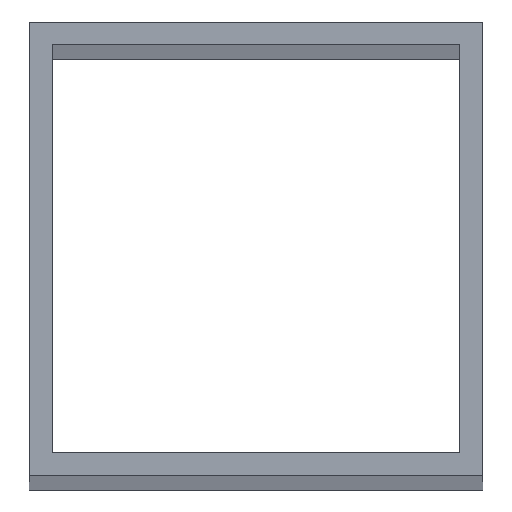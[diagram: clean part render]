
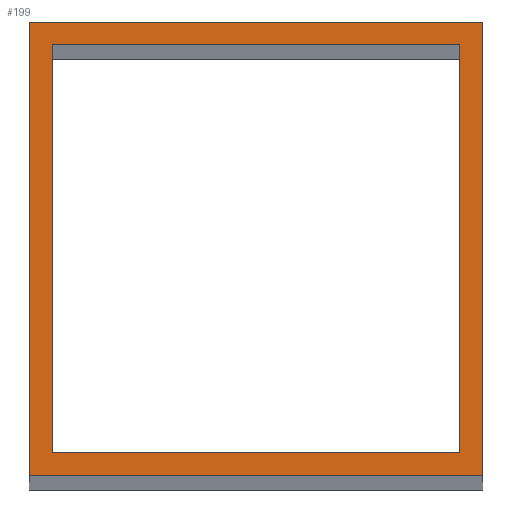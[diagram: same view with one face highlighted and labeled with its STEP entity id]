
A CAD part, top view. The second image highlights one B-rep face of the part: STEP entity #199.
In plain terms, the highlighted planar face has unit normal (0, 0, 1).
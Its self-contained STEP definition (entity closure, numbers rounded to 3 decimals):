
#15 = VERTEX_POINT ( 'NONE', #162 ) ;
#29 = EDGE_LOOP ( 'NONE', ( #109, #218, #364, #330 ) ) ;
#30 = VERTEX_POINT ( 'NONE', #100 ) ;
#35 = CARTESIAN_POINT ( 'NONE',  ( -45., 45., 940. ) ) ;
#46 = VERTEX_POINT ( 'NONE', #76 ) ;
#48 = DIRECTION ( 'NONE',  ( 1., 0., 0. ) ) ;
#51 = LINE ( 'NONE', #255, #350 ) ;
#61 = EDGE_CURVE ( 'NONE', #175, #30, #281, .T. ) ;
#65 = DIRECTION ( 'NONE',  ( -1., 0., 0. ) ) ;
#76 = CARTESIAN_POINT ( 'NONE',  ( 50., -50., 940. ) ) ;
#79 = LINE ( 'NONE', #220, #353 ) ;
#80 = PLANE ( 'NONE',  #221 ) ;
#93 = LINE ( 'NONE', #121, #372 ) ;
#100 = CARTESIAN_POINT ( 'NONE',  ( -50., -50., 940. ) ) ;
#101 = FACE_BOUND ( 'NONE', #29, .T. ) ;
#109 = ORIENTED_EDGE ( 'NONE', *, *, #161, .F. ) ;
#112 = VECTOR ( 'NONE', #328, 1000. ) ;
#121 = CARTESIAN_POINT ( 'NONE',  ( -45., -45., 940. ) ) ;
#123 = DIRECTION ( 'NONE',  ( 1., 0., 0. ) ) ;
#124 = EDGE_CURVE ( 'NONE', #30, #46, #79, .T. ) ;
#133 = EDGE_CURVE ( 'NONE', #15, #347, #358, .T. ) ;
#140 = CARTESIAN_POINT ( 'NONE',  ( -50., 50., 940. ) ) ;
#142 = CARTESIAN_POINT ( 'NONE',  ( 50., -50., 940. ) ) ;
#147 = ORIENTED_EDGE ( 'NONE', *, *, #149, .T. ) ;
#149 = EDGE_CURVE ( 'NONE', #46, #245, #300, .T. ) ;
#161 = EDGE_CURVE ( 'NONE', #301, #177, #51, .T. ) ;
#162 = CARTESIAN_POINT ( 'NONE',  ( 45., -45., 940. ) ) ;
#164 = CARTESIAN_POINT ( 'NONE',  ( 0., 0., 940. ) ) ;
#165 = CARTESIAN_POINT ( 'NONE',  ( 45., -45., 940. ) ) ;
#175 = VERTEX_POINT ( 'NONE', #140 ) ;
#176 = VECTOR ( 'NONE', #65, 1000. ) ;
#177 = VERTEX_POINT ( 'NONE', #340 ) ;
#186 = DIRECTION ( 'NONE',  ( 0., -1., 0. ) ) ;
#188 = VECTOR ( 'NONE', #195, 1000. ) ;
#193 = ORIENTED_EDGE ( 'NONE', *, *, #319, .T. ) ;
#195 = DIRECTION ( 'NONE',  ( 0., 1., 0. ) ) ;
#199 = ADVANCED_FACE ( 'NONE', ( #283, #101 ), #80, .F. ) ;
#211 = CARTESIAN_POINT ( 'NONE',  ( 45., 45., 940. ) ) ;
#215 = VECTOR ( 'NONE', #303, 1000. ) ;
#218 = ORIENTED_EDGE ( 'NONE', *, *, #313, .F. ) ;
#220 = CARTESIAN_POINT ( 'NONE',  ( -50., -50., 940. ) ) ;
#221 = AXIS2_PLACEMENT_3D ( 'NONE', #164, #367, #307 ) ;
#225 = ORIENTED_EDGE ( 'NONE', *, *, #124, .T. ) ;
#242 = CARTESIAN_POINT ( 'NONE',  ( -50., 50., 940. ) ) ;
#245 = VERTEX_POINT ( 'NONE', #308 ) ;
#255 = CARTESIAN_POINT ( 'NONE',  ( -45., -45., 940. ) ) ;
#257 = LINE ( 'NONE', #242, #176 ) ;
#261 = CARTESIAN_POINT ( 'NONE',  ( -45., 45., 940. ) ) ;
#262 = LINE ( 'NONE', #35, #112 ) ;
#272 = VECTOR ( 'NONE', #186, 1000. ) ;
#281 = LINE ( 'NONE', #329, #272 ) ;
#283 = FACE_OUTER_BOUND ( 'NONE', #373, .T. ) ;
#294 = EDGE_CURVE ( 'NONE', #177, #15, #93, .T. ) ;
#300 = LINE ( 'NONE', #142, #215 ) ;
#301 = VERTEX_POINT ( 'NONE', #261 ) ;
#303 = DIRECTION ( 'NONE',  ( 0., 1., 0. ) ) ;
#307 = DIRECTION ( 'NONE',  ( -1., 0., 0. ) ) ;
#308 = CARTESIAN_POINT ( 'NONE',  ( 50., 50., 940. ) ) ;
#313 = EDGE_CURVE ( 'NONE', #347, #301, #262, .T. ) ;
#319 = EDGE_CURVE ( 'NONE', #245, #175, #257, .T. ) ;
#328 = DIRECTION ( 'NONE',  ( -1., 0., 0. ) ) ;
#329 = CARTESIAN_POINT ( 'NONE',  ( -50., -50., 940. ) ) ;
#330 = ORIENTED_EDGE ( 'NONE', *, *, #294, .F. ) ;
#340 = CARTESIAN_POINT ( 'NONE',  ( -45., -45., 940. ) ) ;
#341 = DIRECTION ( 'NONE',  ( 0., -1., 0. ) ) ;
#347 = VERTEX_POINT ( 'NONE', #211 ) ;
#350 = VECTOR ( 'NONE', #341, 1000. ) ;
#352 = ORIENTED_EDGE ( 'NONE', *, *, #61, .T. ) ;
#353 = VECTOR ( 'NONE', #48, 1000. ) ;
#358 = LINE ( 'NONE', #165, #188 ) ;
#364 = ORIENTED_EDGE ( 'NONE', *, *, #133, .F. ) ;
#367 = DIRECTION ( 'NONE',  ( 0., 0., -1. ) ) ;
#372 = VECTOR ( 'NONE', #123, 1000. ) ;
#373 = EDGE_LOOP ( 'NONE', ( #352, #225, #147, #193 ) ) ;
